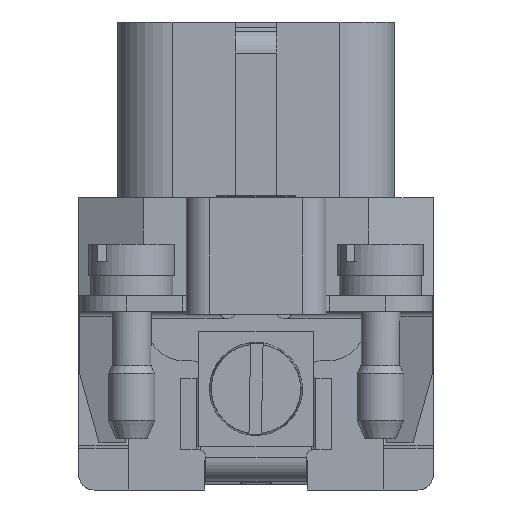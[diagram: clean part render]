
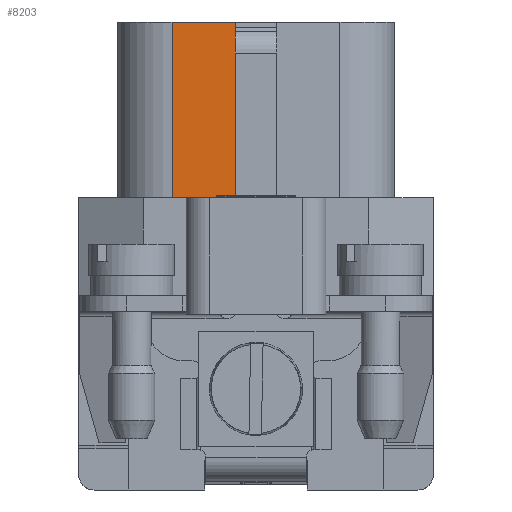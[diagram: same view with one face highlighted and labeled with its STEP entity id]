
A CAD part, left-side view. The second image highlights one B-rep face of the part: STEP entity #8203.
In plain terms, the highlighted planar face has unit normal (-1, 0, 0).
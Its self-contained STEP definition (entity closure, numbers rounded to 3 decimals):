
#8203=ADVANCED_FACE('',(#9896),#9036,.T.);
#9036=PLANE('',#27310);
#9896=FACE_OUTER_BOUND('',#11030,.T.);
#11030=EDGE_LOOP('',(#15004,#15005,#15006,#15007,#15008));
#15004=ORIENTED_EDGE('',*,*,#20816,.T.);
#15005=ORIENTED_EDGE('',*,*,#20815,.T.);
#15006=ORIENTED_EDGE('',*,*,#18977,.T.);
#15007=ORIENTED_EDGE('',*,*,#20122,.T.);
#15008=ORIENTED_EDGE('',*,*,#20724,.T.);
#17103=VERTEX_POINT('',#33128);
#17104=VERTEX_POINT('',#33130);
#17819=VERTEX_POINT('',#36232);
#18374=VERTEX_POINT('',#38729);
#18416=VERTEX_POINT('',#38912);
#18977=EDGE_CURVE('',#17104,#17103,#21644,.T.);
#20122=EDGE_CURVE('',#17103,#17819,#22376,.T.);
#20724=EDGE_CURVE('',#17819,#18374,#22764,.T.);
#20815=EDGE_CURVE('',#18416,#17104,#22846,.T.);
#20816=EDGE_CURVE('',#18374,#18416,#22847,.T.);
#21644=LINE('',#33129,#23552);
#22376=LINE('',#36776,#24284);
#22764=LINE('',#38730,#24732);
#22846=LINE('',#38913,#24814);
#22847=LINE('',#38915,#24815);
#23552=VECTOR('',#28049,1.);
#24284=VECTOR('',#30139,1.);
#24732=VECTOR('',#30973,1.);
#24814=VECTOR('',#31165,1.);
#24815=VECTOR('',#31168,1.);
#27310=AXIS2_PLACEMENT_3D('',#38916,#31169,#31170);
#28049=DIRECTION('',(0.,-1.,0.));
#30139=DIRECTION('',(0.,0.,1.));
#30973=DIRECTION('',(0.,0.,1.));
#31165=DIRECTION('',(0.,0.,-1.));
#31168=DIRECTION('',(0.,1.,0.));
#31169=DIRECTION('',(-1.,0.,0.));
#31170=DIRECTION('',(0.,-1.,0.));
#33128=CARTESIAN_POINT('',(-19.15,1.325,7.3));
#33129=CARTESIAN_POINT('',(-19.15,5.4,7.3));
#33130=CARTESIAN_POINT('',(-19.15,5.4,7.3));
#36232=CARTESIAN_POINT('',(-19.15,1.325,17.883));
#36776=CARTESIAN_POINT('',(-19.15,1.325,2.));
#38729=CARTESIAN_POINT('',(-19.15,1.325,18.6));
#38730=CARTESIAN_POINT('',(-19.15,1.325,2.));
#38912=CARTESIAN_POINT('',(-19.15,5.4,18.6));
#38913=CARTESIAN_POINT('',(-19.15,5.4,18.1));
#38915=CARTESIAN_POINT('',(-19.15,5.4,18.6));
#38916=CARTESIAN_POINT('',(-19.15,5.4,7.3));
